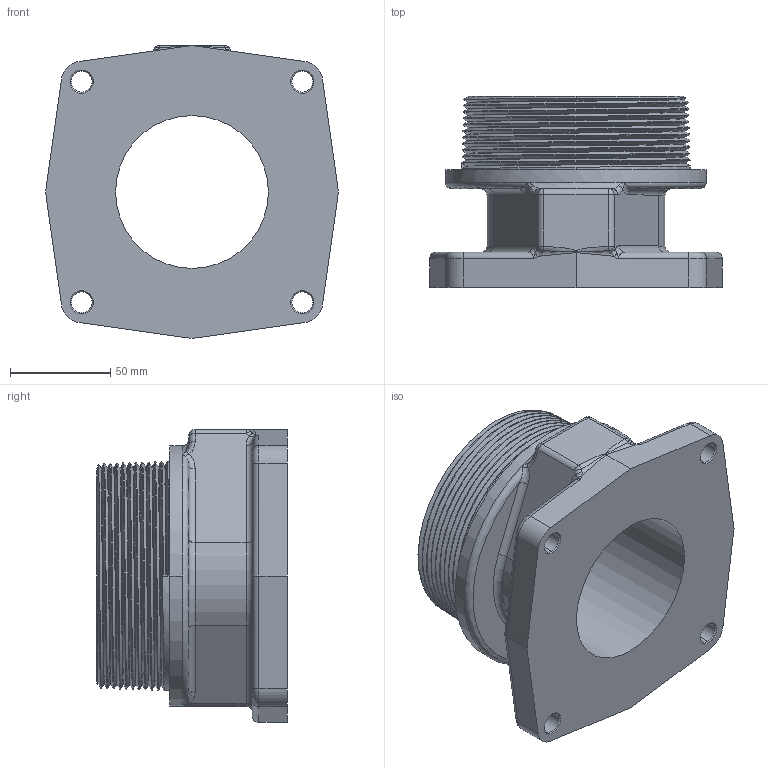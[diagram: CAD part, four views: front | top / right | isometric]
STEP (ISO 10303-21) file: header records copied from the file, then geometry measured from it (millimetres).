
FILE_DESCRIPTION((''),'2;1');
FILE_NAME('C40499','2015-03-04T',('jhabe'),(''),'PRO/ENGINEER BY PARAMETRIC TECHNOLOGY CORPORATION, 2011310','PRO/ENGINEER BY PARAMETRIC TECHNOLOGY CORPORATION, 2011310','');
FILE_SCHEMA(('CONFIG_CONTROL_DESIGN'));
Length unit declared in the file: inch
Products named in the file (1): C40499
Bounding box: 146.05 x 95.25 x 146.05 mm (x, y, z)
Volume: 558067 mm3; surface area: 106642.7 mm2
Topology: 1 solids, 1 shells, 168 faces, 398 edges, 234 vertices
Faces by surface type: cylinder 44, cone 41, bspline 37, plane 23, torus 17, sphere 6
Entity records: 11611 total; most frequent: CARTESIAN_POINT 7976, ORIENTED_EDGE 796, DIRECTION 683, EDGE_CURVE 398, AXIS2_PLACEMENT_3D 273, VERTEX_POINT 234, EDGE_LOOP 180, FACE_OUTER_BOUND 168
